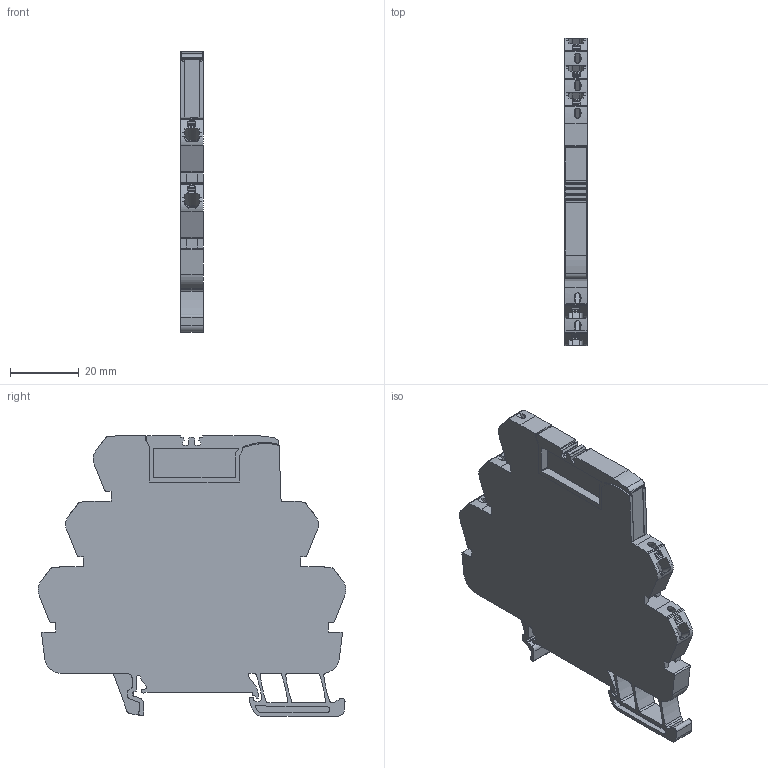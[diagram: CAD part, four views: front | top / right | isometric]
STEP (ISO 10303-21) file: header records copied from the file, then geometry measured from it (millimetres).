
FILE_DESCRIPTION(('CATIA V5 STEP Exchange','CAx-IF Rec.Pracs.--- Model Styling and Organization---1.5--- 2016-08-15','CAx-IF Rec.Pracs.---Supplemental Geometry---1.0---2011-11-01','CAx-IF Rec.Pracs.--- Composite Materials ---1.1---2010-07-15'),'2;1');
FILE_NAME ('D1362498_2', '2024-10-08T05:17:25+00:00', ('none'), ('Weidmueller'), 'CATIA Version 5-6 Release 2022 SP4 HF5', 'CATIA V5 STEP AP214 v3', 'none');
FILE_SCHEMA(('AUTOMOTIVE_DESIGN { 1 0 10303 214 1 1 1 1 }'));
Length unit declared in the file: millimetre
Products named in the file (1): S3D_TXP_SUPPLY
Bounding box: 6.4 x 89.37 x 81.45 mm (x, y, z)
Volume: 31422.2 mm3; surface area: 15597.6 mm2
Topology: 1 solids, 1 shells, 533 faces, 1640 edges, 1121 vertices
Faces by surface type: plane 334, cylinder 174, extrusion 25
Entity records: 19071 total; most frequent: CARTESIAN_POINT 4326, ORIENTED_EDGE 3280, DIRECTION 2404, EDGE_CURVE 1640, VECTOR 1202, LINE 1177, VERTEX_POINT 1121, AXIS2_PLACEMENT_3D 756
